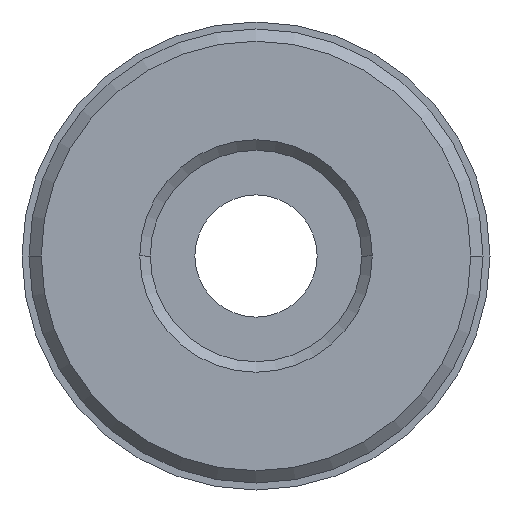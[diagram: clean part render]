
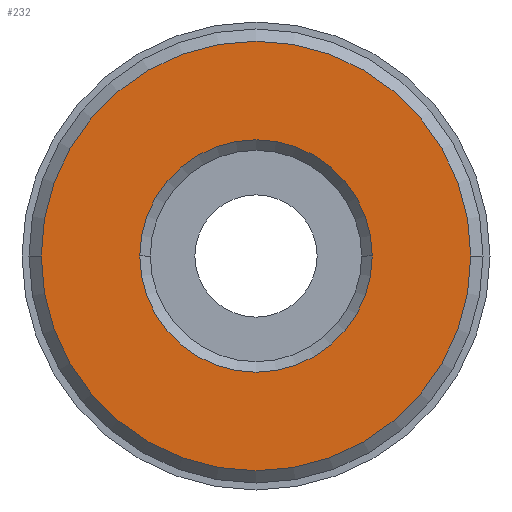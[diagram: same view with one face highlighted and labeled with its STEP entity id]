
A CAD part, front view. The second image highlights one B-rep face of the part: STEP entity #232.
In plain terms, the highlighted planar face has unit normal (0, -1, 0).
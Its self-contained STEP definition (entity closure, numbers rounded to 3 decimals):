
#232=ADVANCED_FACE('',(#471,#472),#473,.T.);
#471=FACE_BOUND('',#702,.T.);
#472=FACE_OUTER_BOUND('',#703,.T.);
#473=PLANE('',#704);
#702=EDGE_LOOP('',(#1267,#1268));
#703=EDGE_LOOP('',(#1269,#1270));
#704=AXIS2_PLACEMENT_3D('',#1271,#1272,#1273);
#1267=ORIENTED_EDGE('',*,*,#1372,.T.);
#1268=ORIENTED_EDGE('',*,*,#1370,.T.);
#1269=ORIENTED_EDGE('',*,*,#1325,.F.);
#1270=ORIENTED_EDGE('',*,*,#1449,.F.);
#1271=CARTESIAN_POINT('',(6.15,0.0,0.0));
#1272=DIRECTION('',(-0.0,-1.0,-0.0));
#1273=DIRECTION('',(-1.0,0.0,0.0));
#1325=EDGE_CURVE('',#1576,#1578,#1579,.T.);
#1370=EDGE_CURVE('',#1652,#1654,#1656,.T.);
#1372=EDGE_CURVE('',#1654,#1652,#1658,.T.);
#1449=EDGE_CURVE('',#1578,#1576,#1751,.T.);
#1576=VERTEX_POINT('',#1898);
#1578=VERTEX_POINT('',#1901);
#1579=CIRCLE('',#1902,12.3);
#1652=VERTEX_POINT('',#2034);
#1654=VERTEX_POINT('',#2037);
#1656=CIRCLE('',#2040,6.655);
#1658=CIRCLE('',#2042,6.655);
#1751=CIRCLE('',#2361,12.3);
#1898=CARTESIAN_POINT('',(12.3,0.0,0.0));
#1901=CARTESIAN_POINT('',(-12.3,0.0,0.));
#1902=AXIS2_PLACEMENT_3D('',#2478,#2479,#2480);
#2034=CARTESIAN_POINT('',(6.655,0.0,0.));
#2037=CARTESIAN_POINT('',(-6.655,0.0,0.));
#2040=AXIS2_PLACEMENT_3D('',#2537,#2538,#2539);
#2042=AXIS2_PLACEMENT_3D('',#2540,#2541,#2542);
#2361=AXIS2_PLACEMENT_3D('',#2615,#2616,#2617);
#2478=CARTESIAN_POINT('',(0.0,0.0,0.0));
#2479=DIRECTION('',(-0.0,1.0,0.0));
#2480=DIRECTION('',(1.0,0.0,0.0));
#2537=CARTESIAN_POINT('',(0.0,0.0,0.0));
#2538=DIRECTION('',(-0.0,1.0,0.0));
#2539=DIRECTION('',(1.0,0.0,0.0));
#2540=CARTESIAN_POINT('',(0.0,0.0,0.0));
#2541=DIRECTION('',(-0.0,1.0,0.0));
#2542=DIRECTION('',(1.0,0.0,0.0));
#2615=CARTESIAN_POINT('',(0.0,0.0,0.0));
#2616=DIRECTION('',(-0.0,1.0,0.0));
#2617=DIRECTION('',(1.0,0.0,0.0));
